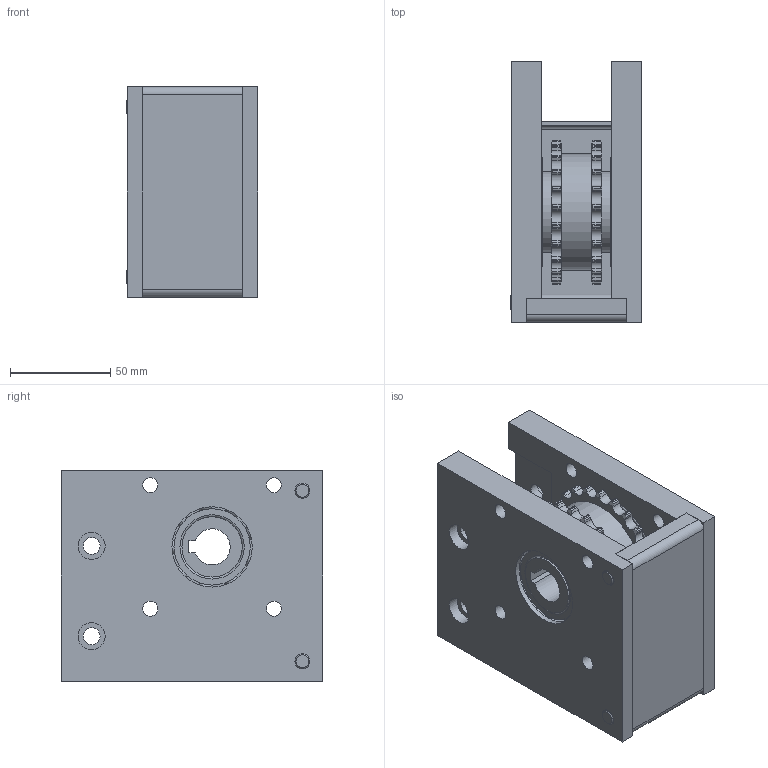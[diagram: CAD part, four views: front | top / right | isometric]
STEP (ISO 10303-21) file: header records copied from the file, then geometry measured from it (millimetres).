
FILE_DESCRIPTION(/* description */ (''),/* implementation_level */ '2;1');
FILE_NAME(/* name */ '939911.stp',/* time_stamp */ '2014-03-18T12:14:12+01:00',/* author */ ('VeronikaF'),/* organization */ (''),/* preprocessor_version */ 'ST-DEVELOPER v15.2',/* originating_system */ 'Autodesk Inventor 2014',/* authorisation */ '');
FILE_SCHEMA (('AUTOMOTIVE_DESIGN { 1 0 10303 214 3 1 1 }'));
Length unit declared in the file: millimetre
Products named in the file (7): 939911-BL; 939911-BP; 939911-PL; 200860; DIN 625 SKF - SKF 6006; 939911-ŘK; 939911
Bounding box: 65.5 x 130 x 105 mm (x, y, z)
Volume: 443093.3 mm3; surface area: 142451.1 mm2
Topology: 8 solids, 8 shells, 583 faces, 1733 edges, 1150 vertices
Faces by surface type: plane 271, cylinder 150, cone 96, torus 48, sphere 18
Full cylindrical faces by diameter (mm): 7.5 x10, 8 x2, 8.4 x6, 13 x2, 13.5 x6, 30 x4, 38 x4, 40 x4, 47 x4, 55 x4, 58 x1
Entity records: 18261 total; most frequent: CARTESIAN_POINT 5622, ORIENTED_EDGE 2918, DIRECTION 2328, EDGE_CURVE 1459, VERTEX_POINT 999, AXIS2_PLACEMENT_3D 957, EDGE_LOOP 640, ADVANCED_FACE 527
